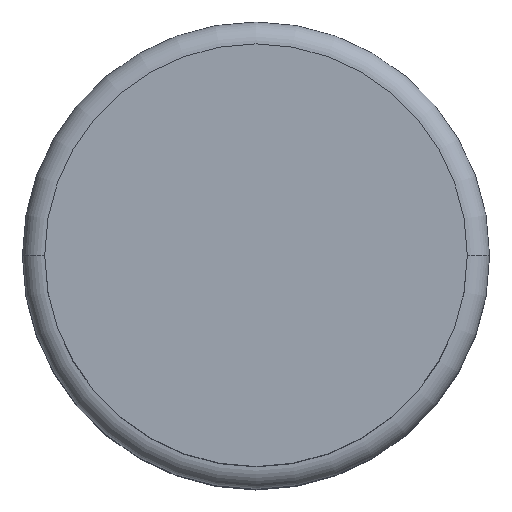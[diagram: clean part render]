
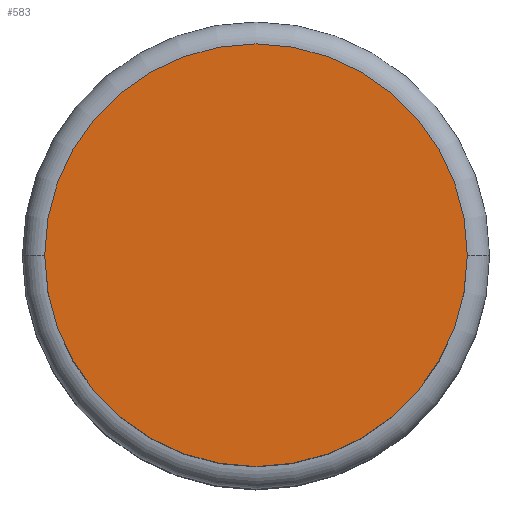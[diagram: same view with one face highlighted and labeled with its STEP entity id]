
A CAD part, top view. The second image highlights one B-rep face of the part: STEP entity #583.
In plain terms, the highlighted planar face has unit normal (0, 0, 1).
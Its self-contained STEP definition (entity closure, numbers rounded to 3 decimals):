
#15 = DIRECTION ( 'NONE',  ( 1., 0., 0. ) ) ;
#20 = DIRECTION ( 'NONE',  ( 0., 0., 1. ) ) ;
#21 = VERTEX_POINT ( 'NONE', #252 ) ;
#49 = DIRECTION ( 'NONE',  ( 1., 0., 0. ) ) ;
#68 = EDGE_LOOP ( 'NONE', ( #182, #203 ) ) ;
#77 = EDGE_CURVE ( 'NONE', #21, #256, #304, .T. ) ;
#93 = CARTESIAN_POINT ( 'NONE',  ( 0., 0., 100. ) ) ;
#167 = EDGE_CURVE ( 'NONE', #256, #21, #580, .T. ) ;
#177 = CARTESIAN_POINT ( 'NONE',  ( 0., 0., 100. ) ) ;
#182 = ORIENTED_EDGE ( 'NONE', *, *, #77, .T. ) ;
#188 = CARTESIAN_POINT ( 'NONE',  ( 23.693, 0., 100. ) ) ;
#203 = ORIENTED_EDGE ( 'NONE', *, *, #167, .T. ) ;
#225 = DIRECTION ( 'NONE',  ( 1., 0., 0. ) ) ;
#252 = CARTESIAN_POINT ( 'NONE',  ( -23.693, 0., 100. ) ) ;
#256 = VERTEX_POINT ( 'NONE', #188 ) ;
#271 = AXIS2_PLACEMENT_3D ( 'NONE', #177, #514, #225 ) ;
#291 = FACE_OUTER_BOUND ( 'NONE', #68, .T. ) ;
#304 = CIRCLE ( 'NONE', #537, 23.693 ) ;
#400 = DIRECTION ( 'NONE',  ( 0., 0., 1. ) ) ;
#439 = AXIS2_PLACEMENT_3D ( 'NONE', #93, #400, #49 ) ;
#514 = DIRECTION ( 'NONE',  ( 0., 0., 1. ) ) ;
#516 = PLANE ( 'NONE',  #439 ) ;
#537 = AXIS2_PLACEMENT_3D ( 'NONE', #542, #20, #15 ) ;
#542 = CARTESIAN_POINT ( 'NONE',  ( 0., 0., 100. ) ) ;
#580 = CIRCLE ( 'NONE', #271, 23.693 ) ;
#583 = ADVANCED_FACE ( 'NONE', ( #291 ), #516, .T. ) ;
